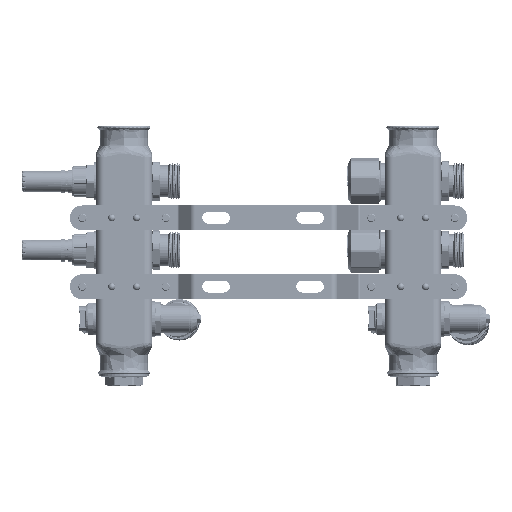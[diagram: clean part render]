
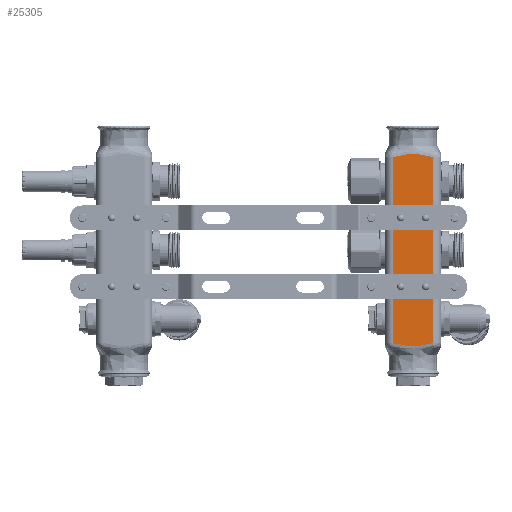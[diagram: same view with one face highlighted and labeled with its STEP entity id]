
A CAD part, front view. The second image highlights one B-rep face of the part: STEP entity #25305.
In plain terms, the highlighted face is planar.
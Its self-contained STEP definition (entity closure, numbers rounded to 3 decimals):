
#239 = EDGE_CURVE ( 'NONE', #11437, #56125, #12945, .T. ) ;
#3417 = CARTESIAN_POINT ( 'NONE',  ( 19.5, 11.969, -157.217 ) ) ;
#4145 = CARTESIAN_POINT ( 'NONE',  ( 19.5, 14.5, -156.59 ) ) ;
#4251 = CARTESIAN_POINT ( 'NONE',  ( 19.5, 11.517, -157.295 ) ) ;
#6423 = CARTESIAN_POINT ( 'NONE',  ( 19.5, 13.314, -156.916 ) ) ;
#6859 = CARTESIAN_POINT ( 'NONE',  ( 19.5, 12.568, -20.907 ) ) ;
#8109 = CARTESIAN_POINT ( 'NONE',  ( 19.5, -9.712, -20.376 ) ) ;
#8533 = CARTESIAN_POINT ( 'NONE',  ( 19.5, 6.109, -19.676 ) ) ;
#11437 = VERTEX_POINT ( 'NONE', #79422 ) ;
#12498 = VERTEX_POINT ( 'NONE', #4145 ) ;
#12870 = CARTESIAN_POINT ( 'NONE',  ( 19.5, -8.513, -157.87 ) ) ;
#12945 = LINE ( 'NONE', #107021, #35931 ) ;
#13227 = AXIS2_PLACEMENT_3D ( 'NONE', #103110, #93690, #54085 ) ;
#13714 = CARTESIAN_POINT ( 'NONE',  ( 19.5, -6.109, -158.324 ) ) ;
#17073 = FACE_OUTER_BOUND ( 'NONE', #83428, .T. ) ;
#17551 = CARTESIAN_POINT ( 'NONE',  ( 19.5, 4.294, -19.409 ) ) ;
#17982 = CARTESIAN_POINT ( 'NONE',  ( 19.5, -1.236, -19.159 ) ) ;
#18107 = LINE ( 'NONE', #58655, #36553 ) ;
#18398 = CARTESIAN_POINT ( 'NONE',  ( 19.5, -4.294, -19.409 ) ) ;
#19996 = B_SPLINE_CURVE_WITH_KNOTS ( 'NONE', 3,
 ( #25735, #52289, #6423, #124122, #45453, #33381, #3417, #4251, #72099, #55323, #65273, #91476, #75129, #72528, #23116, #85034, #91888, #26139, #94930, #36004, #104755, #13714, #55763, #12870, #65697, #32946, #81556, #22702, #102197, #101771, #82410, #92327, #43282, #66108 ),
 .UNSPECIFIED., .F., .F.,
 ( 4, 2, 2, 2, 2, 2, 2, 2, 2, 2, 2, 2, 2, 2, 2, 2, 4 ),
 ( 0., 0.002, 0.002, 0.003, 0.004, 0.007, 0.009, 0.011, 0.015, 0.018, 0.02, 0.022, 0.026, 0.027, 0.027, 0.028, 0.029 ),
 .UNSPECIFIED. ) ;
#22702 = CARTESIAN_POINT ( 'NONE',  ( 19.5, -11.969, -157.217 ) ) ;
#23116 = CARTESIAN_POINT ( 'NONE',  ( 19.5, 4.294, -158.591 ) ) ;
#25305 = ADVANCED_FACE ( 'NONE', ( #17073 ), #34305, .F. ) ;
#25528 = VERTEX_POINT ( 'NONE', #123712 ) ;
#25735 = CARTESIAN_POINT ( 'NONE',  ( 19.5, 14.5, -156.59 ) ) ;
#26139 = CARTESIAN_POINT ( 'NONE',  ( 19.5, -1.236, -158.841 ) ) ;
#26989 = CARTESIAN_POINT ( 'NONE',  ( 19.5, 11.969, -20.783 ) ) ;
#27818 = CARTESIAN_POINT ( 'NONE',  ( 19.5, 8.513, -20.13 ) ) ;
#30287 = ORIENTED_EDGE ( 'NONE', *, *, #109964, .F. ) ;
#32946 = CARTESIAN_POINT ( 'NONE',  ( 19.5, -11.216, -157.349 ) ) ;
#33381 = CARTESIAN_POINT ( 'NONE',  ( 19.5, 12.119, -157.191 ) ) ;
#34305 = PLANE ( 'NONE',  #13227 ) ;
#35931 = VECTOR ( 'NONE', #39503, 1000. ) ;
#36004 = CARTESIAN_POINT ( 'NONE',  ( 19.5, -4.294, -158.591 ) ) ;
#36426 = CARTESIAN_POINT ( 'NONE',  ( 19.5, 9.712, -20.376 ) ) ;
#36553 = VECTOR ( 'NONE', #78836, 1000. ) ;
#36835 = CARTESIAN_POINT ( 'NONE',  ( 19.5, -6.109, -19.676 ) ) ;
#37681 = CARTESIAN_POINT ( 'NONE',  ( 19.5, 6.71, -19.785 ) ) ;
#39503 = DIRECTION ( 'NONE',  ( 0., 0., 1. ) ) ;
#43282 = CARTESIAN_POINT ( 'NONE',  ( 19.5, -13.908, -156.757 ) ) ;
#45453 = CARTESIAN_POINT ( 'NONE',  ( 19.5, 12.419, -157.128 ) ) ;
#46703 = CARTESIAN_POINT ( 'NONE',  ( 19.5, -6.71, -19.785 ) ) ;
#47136 = CARTESIAN_POINT ( 'NONE',  ( 19.5, 11.216, -20.651 ) ) ;
#47556 = CARTESIAN_POINT ( 'NONE',  ( 19.5, -8.513, -20.13 ) ) ;
#52289 = CARTESIAN_POINT ( 'NONE',  ( 19.5, 13.908, -156.757 ) ) ;
#54085 = DIRECTION ( 'NONE',  ( 0., -1., 0. ) ) ;
#55323 = CARTESIAN_POINT ( 'NONE',  ( 19.5, 9.712, -157.624 ) ) ;
#55763 = CARTESIAN_POINT ( 'NONE',  ( 19.5, -6.71, -158.215 ) ) ;
#56125 = VERTEX_POINT ( 'NONE', #94486 ) ;
#56609 = CARTESIAN_POINT ( 'NONE',  ( 19.5, -13.908, -21.243 ) ) ;
#57874 = CARTESIAN_POINT ( 'NONE',  ( 19.5, 13.314, -21.084 ) ) ;
#58655 = CARTESIAN_POINT ( 'NONE',  ( 19.5, 14.5, -89. ) ) ;
#65273 = CARTESIAN_POINT ( 'NONE',  ( 19.5, 8.513, -157.87 ) ) ;
#65697 = CARTESIAN_POINT ( 'NONE',  ( 19.5, -9.712, -157.624 ) ) ;
#66108 = CARTESIAN_POINT ( 'NONE',  ( 19.5, -14.5, -156.59 ) ) ;
#66947 = CARTESIAN_POINT ( 'NONE',  ( 19.5, -14.5, -21.41 ) ) ;
#67371 = CARTESIAN_POINT ( 'NONE',  ( 19.5, -11.517, -20.705 ) ) ;
#72099 = CARTESIAN_POINT ( 'NONE',  ( 19.5, 11.216, -157.349 ) ) ;
#72528 = CARTESIAN_POINT ( 'NONE',  ( 19.5, 4.9, -158.512 ) ) ;
#75129 = CARTESIAN_POINT ( 'NONE',  ( 19.5, 6.109, -158.324 ) ) ;
#75550 = CARTESIAN_POINT ( 'NONE',  ( 19.5, 12.119, -20.809 ) ) ;
#76396 = CARTESIAN_POINT ( 'NONE',  ( 19.5, 4.9, -19.488 ) ) ;
#77226 = CARTESIAN_POINT ( 'NONE',  ( 19.5, 2.467, -19.219 ) ) ;
#78836 = DIRECTION ( 'NONE',  ( 0., 0., 1. ) ) ;
#79422 = CARTESIAN_POINT ( 'NONE',  ( 19.5, -14.5, -156.59 ) ) ;
#81556 = CARTESIAN_POINT ( 'NONE',  ( 19.5, -11.517, -157.295 ) ) ;
#82410 = CARTESIAN_POINT ( 'NONE',  ( 19.5, -12.568, -157.093 ) ) ;
#83428 = EDGE_LOOP ( 'NONE', ( #91796, #121115, #112675, #30287 ) ) ;
#85034 = CARTESIAN_POINT ( 'NONE',  ( 19.5, 2.467, -158.781 ) ) ;
#85471 = CARTESIAN_POINT ( 'NONE',  ( 19.5, -4.9, -19.488 ) ) ;
#85886 = CARTESIAN_POINT ( 'NONE',  ( 19.5, 14.5, -21.41 ) ) ;
#86732 = CARTESIAN_POINT ( 'NONE',  ( 19.5, 13.908, -21.243 ) ) ;
#91476 = CARTESIAN_POINT ( 'NONE',  ( 19.5, 6.71, -158.215 ) ) ;
#91796 = ORIENTED_EDGE ( 'NONE', *, *, #103124, .T. ) ;
#91888 = CARTESIAN_POINT ( 'NONE',  ( 19.5, 1.236, -158.841 ) ) ;
#92327 = CARTESIAN_POINT ( 'NONE',  ( 19.5, -13.314, -156.916 ) ) ;
#93690 = DIRECTION ( 'NONE',  ( -1., 0., 0. ) ) ;
#94486 = CARTESIAN_POINT ( 'NONE',  ( 19.5, -14.5, -21.41 ) ) ;
#94930 = CARTESIAN_POINT ( 'NONE',  ( 19.5, -2.467, -158.781 ) ) ;
#96174 = CARTESIAN_POINT ( 'NONE',  ( 19.5, -12.419, -20.872 ) ) ;
#101771 = CARTESIAN_POINT ( 'NONE',  ( 19.5, -12.419, -157.128 ) ) ;
#102197 = CARTESIAN_POINT ( 'NONE',  ( 19.5, -12.119, -157.191 ) ) ;
#103110 = CARTESIAN_POINT ( 'NONE',  ( 19.5, 14.5, -89. ) ) ;
#103124 = EDGE_CURVE ( 'NONE', #12498, #25528, #18107, .T. ) ;
#104755 = CARTESIAN_POINT ( 'NONE',  ( 19.5, -4.9, -158.512 ) ) ;
#105185 = CARTESIAN_POINT ( 'NONE',  ( 19.5, -11.216, -20.651 ) ) ;
#106454 = CARTESIAN_POINT ( 'NONE',  ( 19.5, -2.467, -19.219 ) ) ;
#107021 = CARTESIAN_POINT ( 'NONE',  ( 19.5, -14.5, -89. ) ) ;
#109964 = EDGE_CURVE ( 'NONE', #12498, #11437, #19996, .T. ) ;
#110009 = EDGE_CURVE ( 'NONE', #25528, #56125, #110620, .T. ) ;
#110620 = B_SPLINE_CURVE_WITH_KNOTS ( 'NONE', 3,
 ( #85886, #86732, #57874, #6859, #126625, #75550, #26989, #124943, #47136, #36426, #27818, #37681, #8533, #76396, #17551, #77226, #115061, #17982, #106454, #18398, #85471, #36835, #46703, #47556, #8109, #105185, #67371, #126208, #116331, #96174, #115476, #125782, #56609, #66947 ),
 .UNSPECIFIED., .F., .F.,
 ( 4, 2, 2, 2, 2, 2, 2, 2, 2, 2, 2, 2, 2, 2, 2, 2, 4 ),
 ( 0., 0.002, 0.002, 0.003, 0.004, 0.007, 0.009, 0.011, 0.015, 0.018, 0.02, 0.022, 0.026, 0.027, 0.027, 0.028, 0.029 ),
 .UNSPECIFIED. ) ;
#112675 = ORIENTED_EDGE ( 'NONE', *, *, #239, .F. ) ;
#115061 = CARTESIAN_POINT ( 'NONE',  ( 19.5, 1.236, -19.159 ) ) ;
#115476 = CARTESIAN_POINT ( 'NONE',  ( 19.5, -12.568, -20.907 ) ) ;
#116331 = CARTESIAN_POINT ( 'NONE',  ( 19.5, -12.119, -20.809 ) ) ;
#121115 = ORIENTED_EDGE ( 'NONE', *, *, #110009, .T. ) ;
#123712 = CARTESIAN_POINT ( 'NONE',  ( 19.5, 14.5, -21.41 ) ) ;
#124122 = CARTESIAN_POINT ( 'NONE',  ( 19.5, 12.568, -157.093 ) ) ;
#124943 = CARTESIAN_POINT ( 'NONE',  ( 19.5, 11.517, -20.705 ) ) ;
#125782 = CARTESIAN_POINT ( 'NONE',  ( 19.5, -13.314, -21.084 ) ) ;
#126208 = CARTESIAN_POINT ( 'NONE',  ( 19.5, -11.969, -20.783 ) ) ;
#126625 = CARTESIAN_POINT ( 'NONE',  ( 19.5, 12.419, -20.872 ) ) ;
